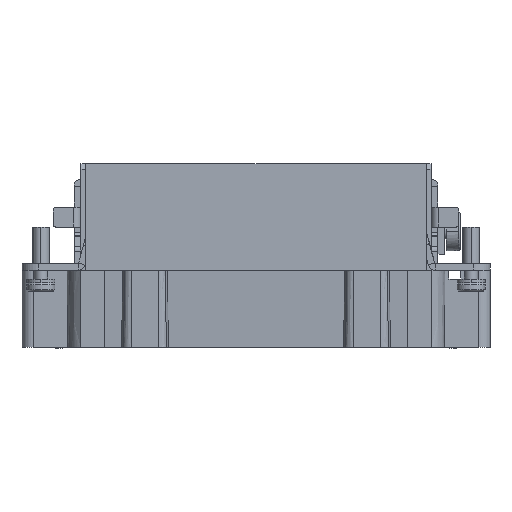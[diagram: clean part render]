
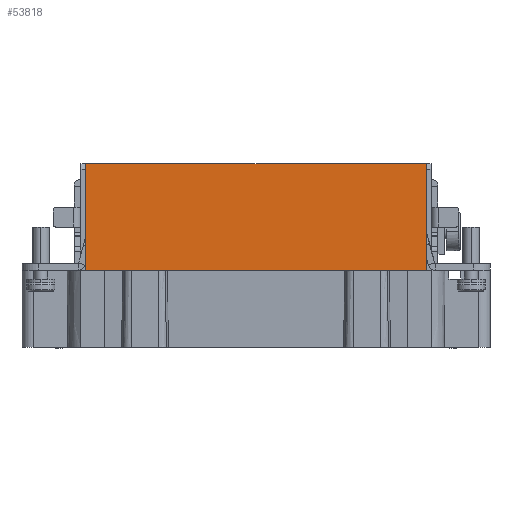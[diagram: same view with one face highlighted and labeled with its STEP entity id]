
A CAD part, left-side view. The second image highlights one B-rep face of the part: STEP entity #53818.
In plain terms, the highlighted planar face has unit normal (-1, 0, 0).
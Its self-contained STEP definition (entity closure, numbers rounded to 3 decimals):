
#37=DIRECTION('',(0.,-1.,0.));
#38=VECTOR('',#37,61.298);
#39=CARTESIAN_POINT('',(-16.95,30.649,33.2));
#40=LINE('',#39,#38);
#4947=DIRECTION('',(0.,0.,-1.));
#4948=VECTOR('',#4947,19.2);
#4949=CARTESIAN_POINT('',(-16.95,-30.649,33.2));
#4950=LINE('',#4949,#4948);
#4951=DIRECTION('',(0.,0.,1.));
#4952=VECTOR('',#4951,19.2);
#4953=CARTESIAN_POINT('',(-16.95,30.649,14.));
#4954=LINE('',#4953,#4952);
#5007=DIRECTION('',(0.,1.,0.));
#5008=VECTOR('',#5007,61.298);
#5009=CARTESIAN_POINT('',(-16.95,-30.649,14.));
#5010=LINE('',#5009,#5008);
#40275=CARTESIAN_POINT('',(-16.95,30.649,33.2));
#40276=CARTESIAN_POINT('',(-16.95,-30.649,33.2));
#40277=VERTEX_POINT('',#40275);
#40278=VERTEX_POINT('',#40276);
#43656=CARTESIAN_POINT('',(-16.95,-30.649,14.));
#43657=CARTESIAN_POINT('',(-16.95,30.649,14.));
#43658=VERTEX_POINT('',#43656);
#43659=VERTEX_POINT('',#43657);
#53806=CARTESIAN_POINT('',(-16.95,30.65,14.));
#53807=DIRECTION('',(-1.,0.,0.));
#53808=DIRECTION('',(0.,-1.,0.));
#53809=AXIS2_PLACEMENT_3D('',#53806,#53807,#53808);
#53810=PLANE('',#53809);
#53811=ORIENTED_EDGE('',*,*,#53650,.T.);
#53813=ORIENTED_EDGE('',*,*,#53812,.T.);
#53814=ORIENTED_EDGE('',*,*,#53691,.T.);
#53815=ORIENTED_EDGE('',*,*,#51005,.T.);
#53816=EDGE_LOOP('',(#53811,#53813,#53814,#53815));
#53817=FACE_OUTER_BOUND('',#53816,.F.);
#53818=ADVANCED_FACE('',(#53817),#53810,.T.);
#51005=EDGE_CURVE('',#40277,#40278,#40,.T.);
#53650=EDGE_CURVE('',#40278,#43658,#4950,.T.);
#53691=EDGE_CURVE('',#43659,#40277,#4954,.T.);
#53812=EDGE_CURVE('',#43658,#43659,#5010,.T.);
